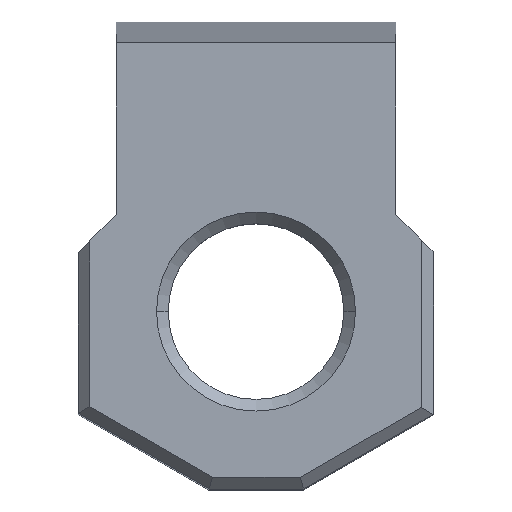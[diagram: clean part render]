
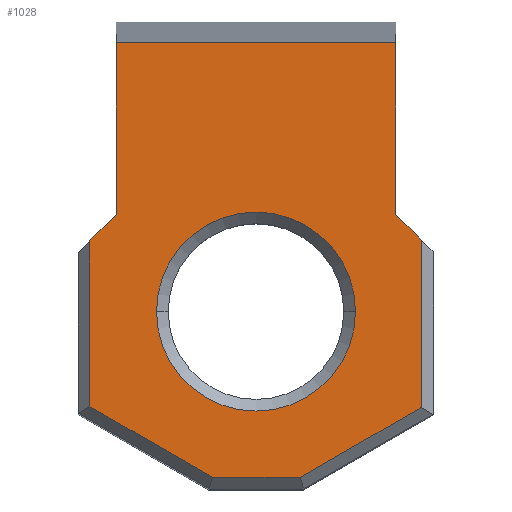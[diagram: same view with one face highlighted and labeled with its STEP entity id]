
A CAD part, top view. The second image highlights one B-rep face of the part: STEP entity #1028.
In plain terms, the highlighted planar face has unit normal (0, 0, 1).
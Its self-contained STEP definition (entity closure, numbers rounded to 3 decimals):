
#16 = EDGE_CURVE ( 'NONE', #1179, #212, #1222, .T. ) ;
#17 = ORIENTED_EDGE ( 'NONE', *, *, #1220, .T. ) ;
#26 = VECTOR ( 'NONE', #216, 1000. ) ;
#29 = AXIS2_PLACEMENT_3D ( 'NONE', #647, #1022, #187 ) ;
#42 = CARTESIAN_POINT ( 'NONE',  ( -2.387, 7.633, 6.997 ) ) ;
#54 = DIRECTION ( 'NONE',  ( 0.866, -0.5, 0. ) ) ;
#66 = CARTESIAN_POINT ( 'NONE',  ( 2.924, 1.46, 6.997 ) ) ;
#87 = VECTOR ( 'NONE', #749, 1000. ) ;
#97 = CARTESIAN_POINT ( 'NONE',  ( -3.544, 3.543, 6.997 ) ) ;
#120 = EDGE_LOOP ( 'NONE', ( #351, #1199 ) ) ;
#146 = CARTESIAN_POINT ( 'NONE',  ( 2.825, 1.403, 6.997 ) ) ;
#162 = ORIENTED_EDGE ( 'NONE', *, *, #1202, .F. ) ;
#170 = ORIENTED_EDGE ( 'NONE', *, *, #473, .F. ) ;
#172 = CARTESIAN_POINT ( 'NONE',  ( 2.825, 4.262, 6.997 ) ) ;
#176 = CARTESIAN_POINT ( 'NONE',  ( 0., 3.04, 6.997 ) ) ;
#187 = DIRECTION ( 'NONE',  ( 1., 0., 0. ) ) ;
#190 = VERTEX_POINT ( 'NONE', #42 ) ;
#191 = ORIENTED_EDGE ( 'NONE', *, *, #558, .F. ) ;
#200 = VECTOR ( 'NONE', #489, 1000. ) ;
#212 = VERTEX_POINT ( 'NONE', #994 ) ;
#216 = DIRECTION ( 'NONE',  ( 0., -1., 0. ) ) ;
#219 = VERTEX_POINT ( 'NONE', #146 ) ;
#271 = CARTESIAN_POINT ( 'NONE',  ( -2.84, 4.247, 6.997 ) ) ;
#274 = CIRCLE ( 'NONE', #890, 1.7 ) ;
#282 = DIRECTION ( 'NONE',  ( 1., 0., 0. ) ) ;
#298 = VERTEX_POINT ( 'NONE', #1008 ) ;
#316 = VERTEX_POINT ( 'NONE', #172 ) ;
#319 = CARTESIAN_POINT ( 'NONE',  ( 2.387, 4.7, 6.997 ) ) ;
#323 = VERTEX_POINT ( 'NONE', #462 ) ;
#332 = CARTESIAN_POINT ( 'NONE',  ( 2.825, 4.062, 6.997 ) ) ;
#347 = CARTESIAN_POINT ( 'NONE',  ( -2.387, 0., 6.997 ) ) ;
#350 = DIRECTION ( 'NONE',  ( 0.707, -0.707, 0. ) ) ;
#351 = ORIENTED_EDGE ( 'NONE', *, *, #1068, .T. ) ;
#373 = PLANE ( 'NONE',  #1094 ) ;
#391 = CARTESIAN_POINT ( 'NONE',  ( 2.387, 0., 6.997 ) ) ;
#403 = CARTESIAN_POINT ( 'NONE',  ( -0.744, 0.21, 6.997 ) ) ;
#406 = CARTESIAN_POINT ( 'NONE',  ( 0.812, 0.21, 6.997 ) ) ;
#408 = VECTOR ( 'NONE', #350, 1000. ) ;
#409 = LINE ( 'NONE', #771, #1209 ) ;
#426 = VECTOR ( 'NONE', #680, 1000. ) ;
#460 = DIRECTION ( 'NONE',  ( 0.866, 0.5, 0. ) ) ;
#462 = CARTESIAN_POINT ( 'NONE',  ( 1.7, 3.04, 6.997 ) ) ;
#473 = EDGE_CURVE ( 'NONE', #190, #536, #409, .T. ) ;
#489 = DIRECTION ( 'NONE',  ( 0.707, 0.707, 0. ) ) ;
#491 = VECTOR ( 'NONE', #693, 1000. ) ;
#492 = EDGE_CURVE ( 'NONE', #219, #316, #1142, .T. ) ;
#498 = EDGE_LOOP ( 'NONE', ( #170, #191, #162, #17, #756, #1150, #850, #990, #727, #621 ) ) ;
#536 = VERTEX_POINT ( 'NONE', #974 ) ;
#539 = LINE ( 'NONE', #916, #889 ) ;
#552 = DIRECTION ( 'NONE',  ( 0., 0., -1. ) ) ;
#558 = EDGE_CURVE ( 'NONE', #837, #190, #1159, .T. ) ;
#581 = VECTOR ( 'NONE', #768, 1000. ) ;
#621 = ORIENTED_EDGE ( 'NONE', *, *, #689, .F. ) ;
#647 = CARTESIAN_POINT ( 'NONE',  ( 0., 3.04, 6.997 ) ) ;
#671 = LINE ( 'NONE', #1045, #26 ) ;
#680 = DIRECTION ( 'NONE',  ( 0., 1., 0. ) ) ;
#684 = EDGE_CURVE ( 'NONE', #1101, #323, #794, .T. ) ;
#689 = EDGE_CURVE ( 'NONE', #536, #1213, #1210, .T. ) ;
#692 = CARTESIAN_POINT ( 'NONE',  ( -2.387, 4.7, 6.997 ) ) ;
#693 = DIRECTION ( 'NONE',  ( 0., 1., 0. ) ) ;
#727 = ORIENTED_EDGE ( 'NONE', *, *, #870, .F. ) ;
#728 = CARTESIAN_POINT ( 'NONE',  ( 0., 0., 6.997 ) ) ;
#749 = DIRECTION ( 'NONE',  ( 0., -1., 0. ) ) ;
#756 = ORIENTED_EDGE ( 'NONE', *, *, #995, .T. ) ;
#768 = DIRECTION ( 'NONE',  ( 1., 0., 0. ) ) ;
#771 = CARTESIAN_POINT ( 'NONE',  ( 0., 7.633, 6.997 ) ) ;
#794 = CIRCLE ( 'NONE', #29, 1.7 ) ;
#799 = LINE ( 'NONE', #1164, #408 ) ;
#827 = FACE_OUTER_BOUND ( 'NONE', #498, .T. ) ;
#837 = VERTEX_POINT ( 'NONE', #692 ) ;
#850 = ORIENTED_EDGE ( 'NONE', *, *, #1042, .T. ) ;
#870 = EDGE_CURVE ( 'NONE', #1213, #316, #799, .T. ) ;
#889 = VECTOR ( 'NONE', #54, 1000. ) ;
#890 = AXIS2_PLACEMENT_3D ( 'NONE', #176, #552, #930 ) ;
#916 = CARTESIAN_POINT ( 'NONE',  ( -0.699, 0.183, 6.997 ) ) ;
#924 = LINE ( 'NONE', #66, #1176 ) ;
#930 = DIRECTION ( 'NONE',  ( 1., 0., 0. ) ) ;
#954 = LINE ( 'NONE', #97, #200 ) ;
#974 = CARTESIAN_POINT ( 'NONE',  ( 2.387, 7.633, 6.997 ) ) ;
#981 = VERTEX_POINT ( 'NONE', #271 ) ;
#990 = ORIENTED_EDGE ( 'NONE', *, *, #492, .T. ) ;
#994 = CARTESIAN_POINT ( 'NONE',  ( 0.758, 0.21, 6.997 ) ) ;
#995 = EDGE_CURVE ( 'NONE', #298, #1179, #539, .T. ) ;
#1008 = CARTESIAN_POINT ( 'NONE',  ( -2.84, 1.42, 6.997 ) ) ;
#1022 = DIRECTION ( 'NONE',  ( 0., 0., -1. ) ) ;
#1028 = ADVANCED_FACE ( 'NONE', ( #827, #1190 ), #373, .T. ) ;
#1042 = EDGE_CURVE ( 'NONE', #212, #219, #924, .T. ) ;
#1045 = CARTESIAN_POINT ( 'NONE',  ( -2.84, 0., 6.997 ) ) ;
#1068 = EDGE_CURVE ( 'NONE', #323, #1101, #274, .T. ) ;
#1094 = AXIS2_PLACEMENT_3D ( 'NONE', #728, #1098, #282 ) ;
#1098 = DIRECTION ( 'NONE',  ( 0., 0., 1. ) ) ;
#1101 = VERTEX_POINT ( 'NONE', #1106 ) ;
#1106 = CARTESIAN_POINT ( 'NONE',  ( -1.7, 3.04, 6.997 ) ) ;
#1136 = DIRECTION ( 'NONE',  ( 1., 0., 0. ) ) ;
#1142 = LINE ( 'NONE', #332, #426 ) ;
#1150 = ORIENTED_EDGE ( 'NONE', *, *, #16, .T. ) ;
#1159 = LINE ( 'NONE', #347, #491 ) ;
#1164 = CARTESIAN_POINT ( 'NONE',  ( 3.544, 3.543, 6.997 ) ) ;
#1176 = VECTOR ( 'NONE', #460, 1000. ) ;
#1179 = VERTEX_POINT ( 'NONE', #403 ) ;
#1190 = FACE_BOUND ( 'NONE', #120, .T. ) ;
#1199 = ORIENTED_EDGE ( 'NONE', *, *, #684, .T. ) ;
#1202 = EDGE_CURVE ( 'NONE', #981, #837, #954, .T. ) ;
#1209 = VECTOR ( 'NONE', #1136, 1000. ) ;
#1210 = LINE ( 'NONE', #391, #87 ) ;
#1213 = VERTEX_POINT ( 'NONE', #319 ) ;
#1220 = EDGE_CURVE ( 'NONE', #981, #298, #671, .T. ) ;
#1222 = LINE ( 'NONE', #406, #581 ) ;
